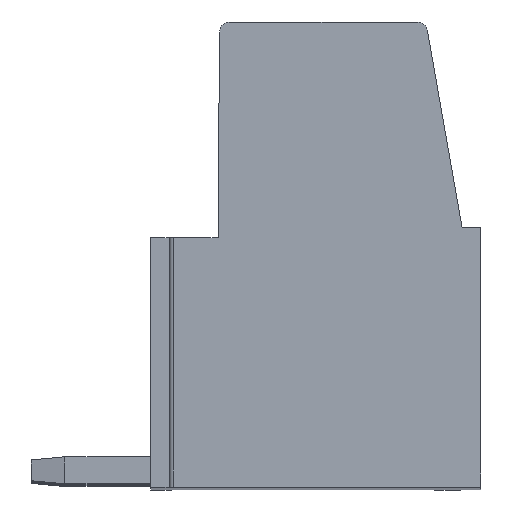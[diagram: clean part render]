
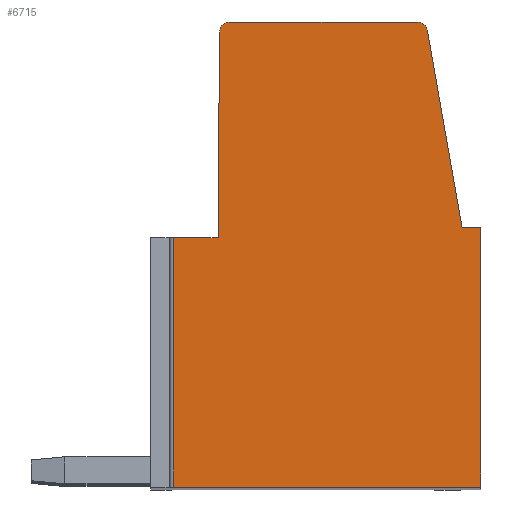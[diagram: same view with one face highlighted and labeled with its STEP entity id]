
A CAD part, top view. The second image highlights one B-rep face of the part: STEP entity #6715.
In plain terms, the highlighted planar face has unit normal (0, 0, 1).
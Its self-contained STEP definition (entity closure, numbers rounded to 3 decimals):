
#1195=DIRECTION('',(0.,1.,0.));
#1196=VECTOR('',#1195,7.4);
#1197=CARTESIAN_POINT('',(-4.225,-7.4,2.5));
#1198=LINE('',#1197,#1196);
#1199=DIRECTION('',(-1.,0.,0.));
#1200=VECTOR('',#1199,1.325);
#1201=CARTESIAN_POINT('',(-2.9,0.,2.5));
#1202=LINE('',#1201,#1200);
#1203=DIRECTION('',(-0.007,-1.,0.));
#1204=VECTOR('',#1203,6.1);
#1205=CARTESIAN_POINT('',(-2.859,6.1,2.5));
#1206=LINE('',#1205,#1204);
#1207=CARTESIAN_POINT('',(-2.557,6.098,2.5));
#1208=DIRECTION('',(0.,0.,1.));
#1209=DIRECTION('',(0.,1.,0.));
#1210=AXIS2_PLACEMENT_3D('',#1207,#1208,#1209);
#1212=DIRECTION('',(-1.,0.,0.));
#1213=VECTOR('',#1212,5.57);
#1214=CARTESIAN_POINT('',(3.013,6.4,2.5));
#1215=LINE('',#1214,#1213);
#1216=CARTESIAN_POINT('',(3.013,6.098,2.5));
#1217=DIRECTION('',(0.,0.,1.));
#1218=DIRECTION('',(0.985,0.173,0.));
#1219=AXIS2_PLACEMENT_3D('',#1216,#1217,#1218);
#1221=DIRECTION('',(-0.173,0.985,0.));
#1222=VECTOR('',#1221,5.94);
#1223=CARTESIAN_POINT('',(4.34,0.3,2.5));
#1224=LINE('',#1223,#1222);
#1225=DIRECTION('',(-1.,0.,0.));
#1226=VECTOR('',#1225,0.56);
#1227=CARTESIAN_POINT('',(4.9,0.3,2.5));
#1228=LINE('',#1227,#1226);
#1229=DIRECTION('',(0.,1.,0.));
#1230=VECTOR('',#1229,7.7);
#1231=CARTESIAN_POINT('',(4.9,-7.4,2.5));
#1232=LINE('',#1231,#1230);
#1233=DIRECTION('',(1.,0.,0.));
#1234=VECTOR('',#1233,9.125);
#1235=CARTESIAN_POINT('',(-4.225,-7.4,2.5));
#1236=LINE('',#1235,#1234);
#3953=CARTESIAN_POINT('',(4.9,-7.4,2.5));
#3954=CARTESIAN_POINT('',(4.9,0.3,2.5));
#3955=VERTEX_POINT('',#3953);
#3956=VERTEX_POINT('',#3954);
#3957=CARTESIAN_POINT('',(4.34,0.3,2.5));
#3958=VERTEX_POINT('',#3957);
#3959=CARTESIAN_POINT('',(3.311,6.15,2.5));
#3960=VERTEX_POINT('',#3959);
#3961=CARTESIAN_POINT('',(3.013,6.4,2.5));
#3962=VERTEX_POINT('',#3961);
#3963=CARTESIAN_POINT('',(-2.557,6.4,2.5));
#3964=VERTEX_POINT('',#3963);
#3965=CARTESIAN_POINT('',(-2.859,6.1,2.5));
#3966=VERTEX_POINT('',#3965);
#3967=CARTESIAN_POINT('',(-2.9,0.,2.5));
#3968=VERTEX_POINT('',#3967);
#4013=CARTESIAN_POINT('',(-4.225,-7.4,2.5));
#4014=CARTESIAN_POINT('',(-4.225,0.,2.5));
#4015=VERTEX_POINT('',#4013);
#4016=VERTEX_POINT('',#4014);
#6691=CARTESIAN_POINT('',(0.,0.,2.5));
#6692=DIRECTION('',(0.,0.,1.));
#6693=DIRECTION('',(1.,0.,0.));
#6694=AXIS2_PLACEMENT_3D('',#6691,#6692,#6693);
#6695=PLANE('',#6694);
#6696=ORIENTED_EDGE('',*,*,#6683,.T.);
#6697=ORIENTED_EDGE('',*,*,#5082,.F.);
#6699=ORIENTED_EDGE('',*,*,#6698,.F.);
#6701=ORIENTED_EDGE('',*,*,#6700,.F.);
#6703=ORIENTED_EDGE('',*,*,#6702,.F.);
#6705=ORIENTED_EDGE('',*,*,#6704,.F.);
#6707=ORIENTED_EDGE('',*,*,#6706,.F.);
#6709=ORIENTED_EDGE('',*,*,#6708,.F.);
#6711=ORIENTED_EDGE('',*,*,#6710,.F.);
#6712=ORIENTED_EDGE('',*,*,#5220,.F.);
#6713=EDGE_LOOP('',(#6696,#6697,#6699,#6701,#6703,#6705,#6707,#6709,#6711,
#6712));
#6714=FACE_OUTER_BOUND('',#6713,.F.);
#1211=CIRCLE('',#1210,0.302);
#1220=CIRCLE('',#1219,0.302);
#5082=EDGE_CURVE('',#3968,#4016,#1202,.T.);
#5220=EDGE_CURVE('',#4015,#3955,#1236,.T.);
#6683=EDGE_CURVE('',#4015,#4016,#1198,.T.);
#6698=EDGE_CURVE('',#3966,#3968,#1206,.T.);
#6700=EDGE_CURVE('',#3964,#3966,#1211,.T.);
#6702=EDGE_CURVE('',#3962,#3964,#1215,.T.);
#6704=EDGE_CURVE('',#3960,#3962,#1220,.T.);
#6706=EDGE_CURVE('',#3958,#3960,#1224,.T.);
#6708=EDGE_CURVE('',#3956,#3958,#1228,.T.);
#6710=EDGE_CURVE('',#3955,#3956,#1232,.T.);
#6715=ADVANCED_FACE('',(#6714),#6695,.T.);
